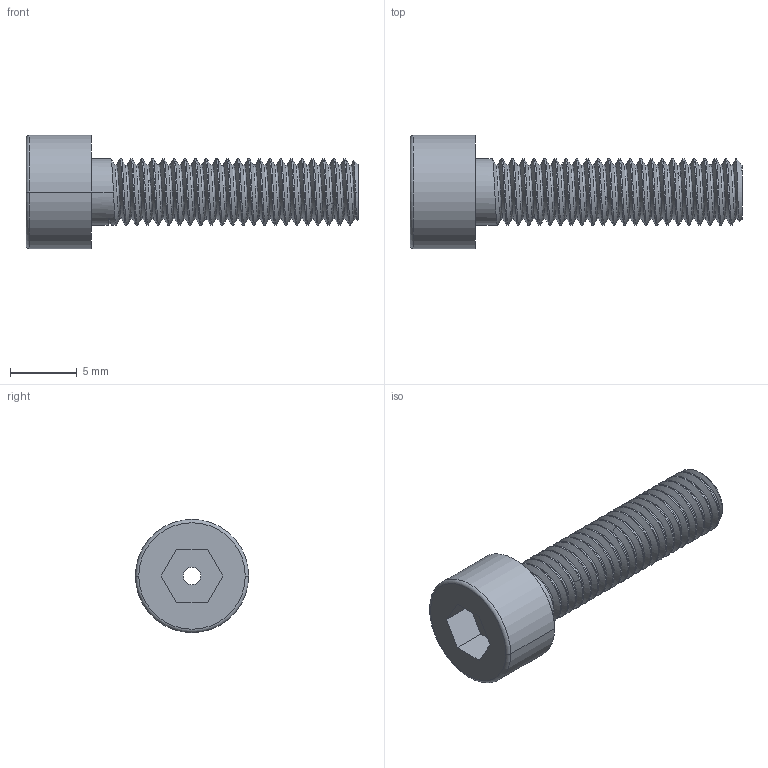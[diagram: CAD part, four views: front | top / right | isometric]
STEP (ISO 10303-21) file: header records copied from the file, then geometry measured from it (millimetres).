
FILE_DESCRIPTION((''),'2;1');
FILE_NAME('001_SOCKET_HEAD_MM_ASM','2022-11-24T',('SYSTEM'),(''),'PRO/ENGINEER BY PARAMETRIC TECHNOLOGY CORPORATION, 2016360','PRO/ENGINEER BY PARAMETRIC TECHNOLOGY CORPORATION, 2016360','');
FILE_SCHEMA(('AUTOMOTIVE_DESIGN { 1 0 10303 214 1 1 1 1 }'));
Length unit declared in the file: millimetre
Products named in the file (2): MC-508_AF0; 001_SOCKET_HEAD_MM_ASM
Assembly tree (1 placements, depth 2):
  001_SOCKET_HEAD_MM_ASM
    MC-508_AF0
Bounding box: 24.91 x 8.5 x 8.5 mm (x, y, z)
Volume: 536.6 mm3; surface area: 823 mm2
Topology: 1 solids, 1 shells, 88 faces, 234 edges, 150 vertices
Faces by surface type: cylinder 50, bspline 24, plane 10, cone 2, torus 2
Entity records: 9402 total; most frequent: CARTESIAN_POINT 7329, ORIENTED_EDGE 468, DIRECTION 253, EDGE_CURVE 234, VERTEX_POINT 150, B_SPLINE_CURVE_WITH_KNOTS 133, COLOUR_RGB 110, EDGE_LOOP 92
